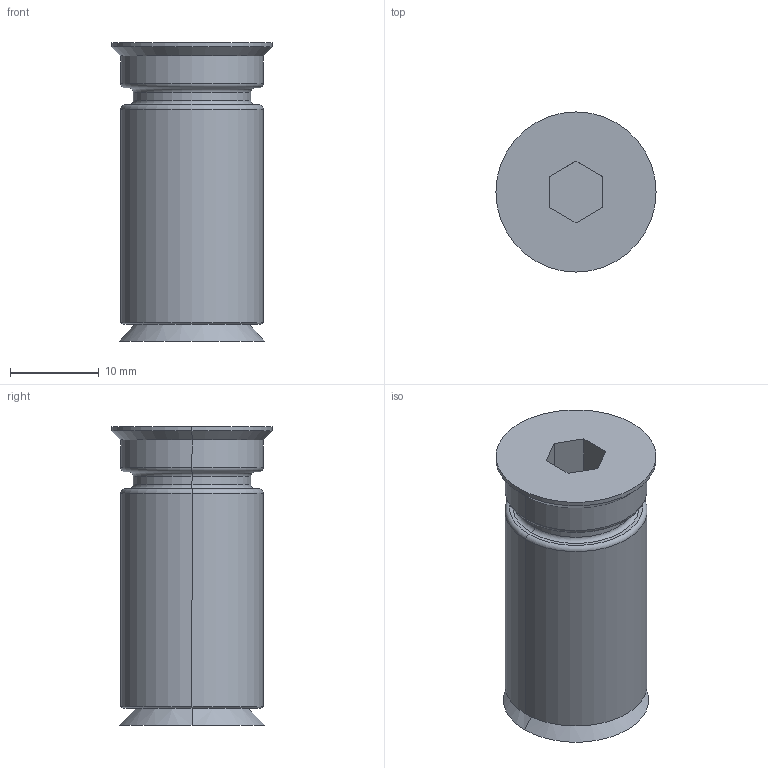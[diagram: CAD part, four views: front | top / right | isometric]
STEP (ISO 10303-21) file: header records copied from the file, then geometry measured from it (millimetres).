
FILE_DESCRIPTION(('STEP AP214'),'1');
FILE_NAME('160561.STP','2011-09-07T08:55:19',(' '),(' '),'Spatial InterOp 3D',' ',' ');
FILE_SCHEMA(('automotive_design'));
Length unit declared in the file: millimetre
Products named in the file (2): Kegelstumpf; Zylinder
Bounding box: 18 x 18 x 33.59 mm (x, y, z)
Volume: 5995.8 mm3; surface area: 3844.6 mm2
Topology: 2 solids, 2 shells, 50 faces, 104 edges, 62 vertices
Faces by surface type: plane 20, cylinder 12, cone 10, torus 8
Entity records: 1765 total; most frequent: DIRECTION 254, CARTESIAN_POINT 218, ORIENTED_EDGE 208, EDGE_CURVE 104, AXIS2_PLACEMENT_3D 98, VERTEX_POINT 62, LINE 58, VECTOR 58
